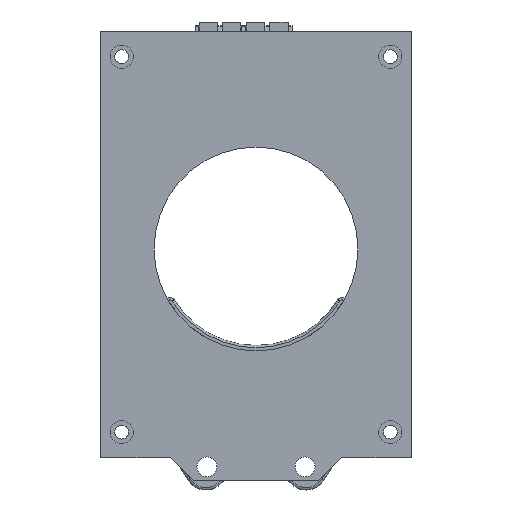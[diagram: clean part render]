
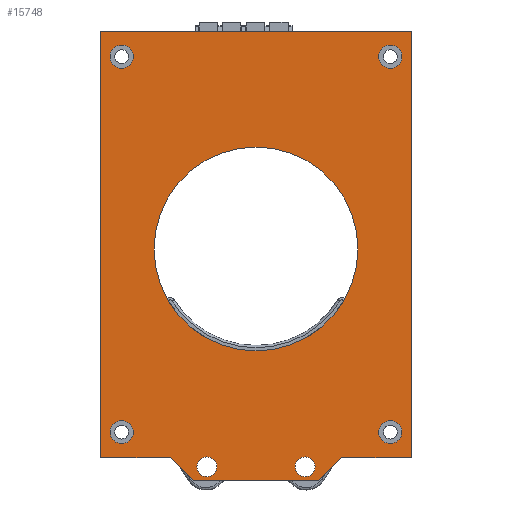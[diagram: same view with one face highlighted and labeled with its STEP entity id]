
A CAD part, front view. The second image highlights one B-rep face of the part: STEP entity #15748.
In plain terms, the highlighted planar face has unit normal (0, -1, 0).
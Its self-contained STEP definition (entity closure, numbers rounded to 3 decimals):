
#446=DIRECTION('',(-1.,0.,0.));
#447=VECTOR('',#446,15.);
#448=CARTESIAN_POINT('',(33.5,-1.5,-19.));
#449=LINE('',#448,#447);
#450=DIRECTION('',(0.707,0.,0.707));
#451=VECTOR('',#450,7.071);
#452=CARTESIAN_POINT('',(13.5,-1.5,-24.));
#453=LINE('',#452,#451);
#454=DIRECTION('',(1.,0.,0.));
#455=VECTOR('',#454,27.);
#456=CARTESIAN_POINT('',(-13.5,-1.5,-24.));
#457=LINE('',#456,#455);
#458=DIRECTION('',(0.707,0.,-0.707));
#459=VECTOR('',#458,7.071);
#460=CARTESIAN_POINT('',(-18.5,-1.5,-19.));
#461=LINE('',#460,#459);
#462=DIRECTION('',(-1.,0.,0.));
#463=VECTOR('',#462,15.);
#464=CARTESIAN_POINT('',(-18.5,-1.5,-19.));
#465=LINE('',#464,#463);
#466=DIRECTION('',(0.,0.,1.));
#467=VECTOR('',#466,92.);
#468=CARTESIAN_POINT('',(-33.5,-1.5,-19.));
#469=LINE('',#468,#467);
#470=DIRECTION('',(1.,0.,0.));
#471=VECTOR('',#470,67.);
#472=CARTESIAN_POINT('',(-33.5,-1.5,73.));
#473=LINE('',#472,#471);
#474=DIRECTION('',(0.,0.,-1.));
#475=VECTOR('',#474,92.);
#476=CARTESIAN_POINT('',(33.5,-1.5,73.));
#477=LINE('',#476,#475);
#478=CARTESIAN_POINT('',(0.,-1.5,26.));
#479=DIRECTION('',(0.,-1.,0.));
#480=DIRECTION('',(-1.,0.,0.));
#481=AXIS2_PLACEMENT_3D('',#478,#479,#480);
#483=CARTESIAN_POINT('',(0.,-1.5,26.));
#484=DIRECTION('',(0.,-1.,0.));
#485=DIRECTION('',(1.,0.,0.));
#486=AXIS2_PLACEMENT_3D('',#483,#484,#485);
#488=CARTESIAN_POINT('',(-29.,-1.5,-13.5));
#489=DIRECTION('',(0.,-1.,0.));
#490=DIRECTION('',(-1.,0.,0.));
#491=AXIS2_PLACEMENT_3D('',#488,#489,#490);
#493=CARTESIAN_POINT('',(-29.,-1.5,-13.5));
#494=DIRECTION('',(0.,-1.,0.));
#495=DIRECTION('',(1.,0.,0.));
#496=AXIS2_PLACEMENT_3D('',#493,#494,#495);
#498=CARTESIAN_POINT('',(-29.,-1.5,67.5));
#499=DIRECTION('',(0.,-1.,0.));
#500=DIRECTION('',(-1.,0.,0.));
#501=AXIS2_PLACEMENT_3D('',#498,#499,#500);
#503=CARTESIAN_POINT('',(-29.,-1.5,67.5));
#504=DIRECTION('',(0.,-1.,0.));
#505=DIRECTION('',(1.,0.,0.));
#506=AXIS2_PLACEMENT_3D('',#503,#504,#505);
#508=CARTESIAN_POINT('',(29.,-1.5,-13.5));
#509=DIRECTION('',(0.,-1.,0.));
#510=DIRECTION('',(-1.,0.,0.));
#511=AXIS2_PLACEMENT_3D('',#508,#509,#510);
#513=CARTESIAN_POINT('',(29.,-1.5,-13.5));
#514=DIRECTION('',(0.,-1.,0.));
#515=DIRECTION('',(1.,0.,0.));
#516=AXIS2_PLACEMENT_3D('',#513,#514,#515);
#518=CARTESIAN_POINT('',(29.,-1.5,67.5));
#519=DIRECTION('',(0.,-1.,0.));
#520=DIRECTION('',(-1.,0.,0.));
#521=AXIS2_PLACEMENT_3D('',#518,#519,#520);
#523=CARTESIAN_POINT('',(29.,-1.5,67.5));
#524=DIRECTION('',(0.,-1.,0.));
#525=DIRECTION('',(1.,0.,0.));
#526=AXIS2_PLACEMENT_3D('',#523,#524,#525);
#528=CARTESIAN_POINT('',(10.6,-1.5,-21.));
#529=DIRECTION('',(0.,1.,0.));
#530=DIRECTION('',(-1.,0.,0.));
#531=AXIS2_PLACEMENT_3D('',#528,#529,#530);
#533=CARTESIAN_POINT('',(10.6,-1.5,-21.));
#534=DIRECTION('',(0.,1.,0.));
#535=DIRECTION('',(1.,0.,0.));
#536=AXIS2_PLACEMENT_3D('',#533,#534,#535);
#538=CARTESIAN_POINT('',(-10.6,-1.5,-21.));
#539=DIRECTION('',(0.,1.,0.));
#540=DIRECTION('',(-1.,0.,0.));
#541=AXIS2_PLACEMENT_3D('',#538,#539,#540);
#543=CARTESIAN_POINT('',(-10.6,-1.5,-21.));
#544=DIRECTION('',(0.,1.,0.));
#545=DIRECTION('',(1.,0.,0.));
#546=AXIS2_PLACEMENT_3D('',#543,#544,#545);
#11842=CARTESIAN_POINT('',(-33.5,-1.5,-19.));
#11844=VERTEX_POINT('',#11842);
#11846=CARTESIAN_POINT('',(33.5,-1.5,-19.));
#11848=VERTEX_POINT('',#11846);
#12042=CARTESIAN_POINT('',(22.,-1.5,26.));
#12043=VERTEX_POINT('',#12042);
#12044=CARTESIAN_POINT('',(-22.,-1.5,26.));
#12045=VERTEX_POINT('',#12044);
#12046=CARTESIAN_POINT('',(33.5,-1.5,73.));
#12047=VERTEX_POINT('',#12046);
#12048=CARTESIAN_POINT('',(-33.5,-1.5,73.));
#12049=VERTEX_POINT('',#12048);
#12050=CARTESIAN_POINT('',(-31.5,-1.5,-13.5));
#12051=CARTESIAN_POINT('',(-26.5,-1.5,-13.5));
#12052=VERTEX_POINT('',#12050);
#12053=VERTEX_POINT('',#12051);
#12054=CARTESIAN_POINT('',(-31.5,-1.5,67.5));
#12055=CARTESIAN_POINT('',(-26.5,-1.5,67.5));
#12056=VERTEX_POINT('',#12054);
#12057=VERTEX_POINT('',#12055);
#12058=CARTESIAN_POINT('',(26.5,-1.5,-13.5));
#12059=CARTESIAN_POINT('',(31.5,-1.5,-13.5));
#12060=VERTEX_POINT('',#12058);
#12061=VERTEX_POINT('',#12059);
#12062=CARTESIAN_POINT('',(26.5,-1.5,67.5));
#12063=CARTESIAN_POINT('',(31.5,-1.5,67.5));
#12064=VERTEX_POINT('',#12062);
#12065=VERTEX_POINT('',#12063);
#12082=CARTESIAN_POINT('',(-13.5,-1.5,-24.));
#12083=CARTESIAN_POINT('',(13.5,-1.5,-24.));
#12084=VERTEX_POINT('',#12082);
#12085=VERTEX_POINT('',#12083);
#12099=CARTESIAN_POINT('',(-18.5,-1.5,-19.));
#12101=VERTEX_POINT('',#12099);
#12103=CARTESIAN_POINT('',(18.5,-1.5,-19.));
#12105=VERTEX_POINT('',#12103);
#12142=CARTESIAN_POINT('',(8.45,-1.5,-21.));
#12143=CARTESIAN_POINT('',(12.75,-1.5,-21.));
#12144=VERTEX_POINT('',#12142);
#12145=VERTEX_POINT('',#12143);
#12146=CARTESIAN_POINT('',(-12.75,-1.5,-21.));
#12147=CARTESIAN_POINT('',(-8.45,-1.5,-21.));
#12148=VERTEX_POINT('',#12146);
#12149=VERTEX_POINT('',#12147);
#15685=CARTESIAN_POINT('',(0.,-1.5,0.));
#15686=DIRECTION('',(0.,-1.,0.));
#15687=DIRECTION('',(-1.,0.,0.));
#15688=AXIS2_PLACEMENT_3D('',#15685,#15686,#15687);
#15689=PLANE('',#15688);
#15691=ORIENTED_EDGE('',*,*,#15690,.T.);
#15693=ORIENTED_EDGE('',*,*,#15692,.F.);
#15694=ORIENTED_EDGE('',*,*,#15668,.F.);
#15695=ORIENTED_EDGE('',*,*,#15326,.F.);
#15697=ORIENTED_EDGE('',*,*,#15696,.T.);
#15699=ORIENTED_EDGE('',*,*,#15698,.T.);
#15701=ORIENTED_EDGE('',*,*,#15700,.T.);
#15703=ORIENTED_EDGE('',*,*,#15702,.T.);
#15704=EDGE_LOOP('',(#15691,#15693,#15694,#15695,#15697,#15699,#15701,#15703));
#15705=FACE_OUTER_BOUND('',#15704,.F.);
#15707=ORIENTED_EDGE('',*,*,#15706,.T.);
#15709=ORIENTED_EDGE('',*,*,#15708,.T.);
#15710=EDGE_LOOP('',(#15707,#15709));
#15711=FACE_BOUND('',#15710,.F.);
#15713=ORIENTED_EDGE('',*,*,#15712,.T.);
#15715=ORIENTED_EDGE('',*,*,#15714,.T.);
#15716=EDGE_LOOP('',(#15713,#15715));
#15717=FACE_BOUND('',#15716,.F.);
#15719=ORIENTED_EDGE('',*,*,#15718,.T.);
#15721=ORIENTED_EDGE('',*,*,#15720,.T.);
#15722=EDGE_LOOP('',(#15719,#15721));
#15723=FACE_BOUND('',#15722,.F.);
#15725=ORIENTED_EDGE('',*,*,#15724,.T.);
#15727=ORIENTED_EDGE('',*,*,#15726,.T.);
#15728=EDGE_LOOP('',(#15725,#15727));
#15729=FACE_BOUND('',#15728,.F.);
#15731=ORIENTED_EDGE('',*,*,#15730,.T.);
#15733=ORIENTED_EDGE('',*,*,#15732,.T.);
#15734=EDGE_LOOP('',(#15731,#15733));
#15735=FACE_BOUND('',#15734,.F.);
#15737=ORIENTED_EDGE('',*,*,#15736,.F.);
#15739=ORIENTED_EDGE('',*,*,#15738,.F.);
#15740=EDGE_LOOP('',(#15737,#15739));
#15741=FACE_BOUND('',#15740,.F.);
#15743=ORIENTED_EDGE('',*,*,#15742,.F.);
#15745=ORIENTED_EDGE('',*,*,#15744,.F.);
#15746=EDGE_LOOP('',(#15743,#15745));
#15747=FACE_BOUND('',#15746,.F.);
#15748=ADVANCED_FACE('',(#15705,#15711,#15717,#15723,#15729,#15735,#15741,
#15747),#15689,.T.);
#482=CIRCLE('',#481,22.);
#487=CIRCLE('',#486,22.);
#492=CIRCLE('',#491,2.5);
#497=CIRCLE('',#496,2.5);
#502=CIRCLE('',#501,2.5);
#507=CIRCLE('',#506,2.5);
#512=CIRCLE('',#511,2.5);
#517=CIRCLE('',#516,2.5);
#522=CIRCLE('',#521,2.5);
#527=CIRCLE('',#526,2.5);
#532=CIRCLE('',#531,2.15);
#537=CIRCLE('',#536,2.15);
#542=CIRCLE('',#541,2.15);
#547=CIRCLE('',#546,2.15);
#15326=EDGE_CURVE('',#12101,#12084,#461,.T.);
#15668=EDGE_CURVE('',#12084,#12085,#457,.T.);
#15690=EDGE_CURVE('',#11848,#12105,#449,.T.);
#15692=EDGE_CURVE('',#12085,#12105,#453,.T.);
#15696=EDGE_CURVE('',#12101,#11844,#465,.T.);
#15698=EDGE_CURVE('',#11844,#12049,#469,.T.);
#15700=EDGE_CURVE('',#12049,#12047,#473,.T.);
#15702=EDGE_CURVE('',#12047,#11848,#477,.T.);
#15706=EDGE_CURVE('',#12045,#12043,#482,.T.);
#15708=EDGE_CURVE('',#12043,#12045,#487,.T.);
#15712=EDGE_CURVE('',#12052,#12053,#492,.T.);
#15714=EDGE_CURVE('',#12053,#12052,#497,.T.);
#15718=EDGE_CURVE('',#12056,#12057,#502,.T.);
#15720=EDGE_CURVE('',#12057,#12056,#507,.T.);
#15724=EDGE_CURVE('',#12060,#12061,#512,.T.);
#15726=EDGE_CURVE('',#12061,#12060,#517,.T.);
#15730=EDGE_CURVE('',#12064,#12065,#522,.T.);
#15732=EDGE_CURVE('',#12065,#12064,#527,.T.);
#15736=EDGE_CURVE('',#12144,#12145,#532,.T.);
#15738=EDGE_CURVE('',#12145,#12144,#537,.T.);
#15742=EDGE_CURVE('',#12148,#12149,#542,.T.);
#15744=EDGE_CURVE('',#12149,#12148,#547,.T.);
